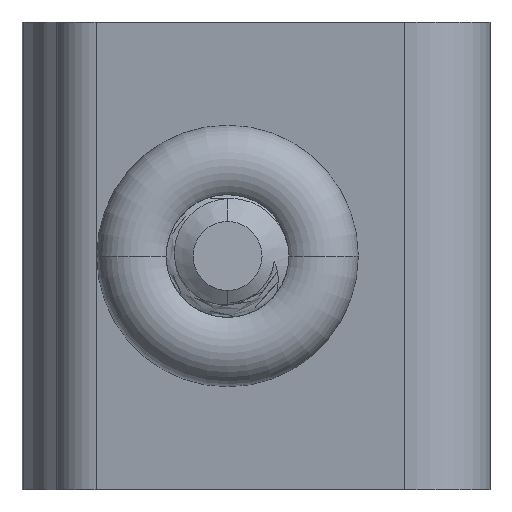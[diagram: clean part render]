
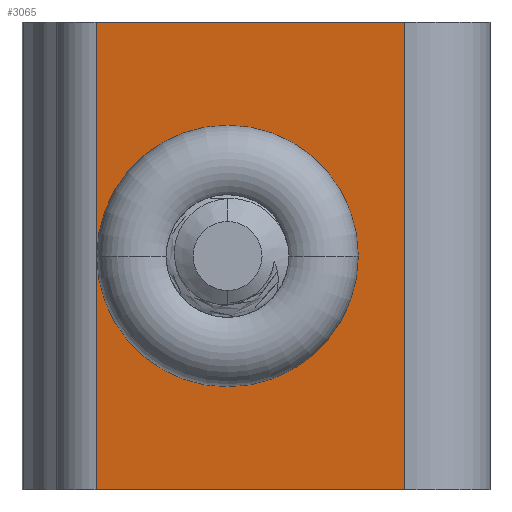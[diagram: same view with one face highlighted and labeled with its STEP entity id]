
A CAD part, front view. The second image highlights one B-rep face of the part: STEP entity #3065.
In plain terms, the highlighted planar face has unit normal (-0.148, -0.989, 0).
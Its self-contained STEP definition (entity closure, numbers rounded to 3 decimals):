
#64 = CARTESIAN_POINT ( 'NONE',  ( 7.775, -5.452, -4.763 ) ) ;
#196 = CARTESIAN_POINT ( 'NONE',  ( 4.554, -4.969, 1.46 ) ) ;
#347 = CARTESIAN_POINT ( 'NONE',  ( 7.775, -5.452, 4.763 ) ) ;
#404 = VERTEX_POINT ( 'NONE', #5849 ) ;
#530 = VERTEX_POINT ( 'NONE', #3853 ) ;
#670 = CARTESIAN_POINT ( 'NONE',  ( 7.475, -5.407, -1.46 ) ) ;
#741 = LINE ( 'NONE', #989, #2389 ) ;
#910 = EDGE_CURVE ( 'NONE', #2216, #7418, #2587, .T. ) ;
#952 = CARTESIAN_POINT ( 'NONE',  ( 0.871, -4.417, -1.461 ) ) ;
#989 = CARTESIAN_POINT ( 'NONE',  ( 7.775, -5.452, 1.46 ) ) ;
#1097 = EDGE_CURVE ( 'NONE', #530, #2216, #2098, .T. ) ;
#1181 = CARTESIAN_POINT ( 'NONE',  ( 7.775, -5.452, 4.763 ) ) ;
#1188 = VECTOR ( 'NONE', #5252, 1000. ) ;
#1330 = EDGE_CURVE ( 'NONE', #5704, #2463, #6813, .T. ) ;
#1507 = ORIENTED_EDGE ( 'NONE', *, *, #1330, .T. ) ;
#1578 = CARTESIAN_POINT ( 'NONE',  ( 7.775, -5.452, -1.46 ) ) ;
#1636 = DIRECTION ( 'NONE',  ( 0.989, -0.148, 0. ) ) ;
#1650 = CARTESIAN_POINT ( 'NONE',  ( 3.792, -4.855, 1.46 ) ) ;
#1851 = EDGE_CURVE ( 'NONE', #7418, #404, #2877, .T. ) ;
#2098 =( BOUNDED_CURVE ( )  B_SPLINE_CURVE ( 3, ( #196, #6861, #670, #7016 ),
 .UNSPECIFIED., .F., .F. ) 
 B_SPLINE_CURVE_WITH_KNOTS ( ( 4, 4 ),
 ( 1.571, 4.712 ),
 .UNSPECIFIED. ) 
 CURVE ( )  GEOMETRIC_REPRESENTATION_ITEM ( )  RATIONAL_B_SPLINE_CURVE ( ( 1., 0.333, 0.333, 1. ) ) 
 REPRESENTATION_ITEM ( '' )  );
#2216 = VERTEX_POINT ( 'NONE', #6282 ) ;
#2227 = CARTESIAN_POINT ( 'NONE',  ( 7.775, -5.452, -4.763 ) ) ;
#2389 = VECTOR ( 'NONE', #1636, 1000. ) ;
#2463 = VERTEX_POINT ( 'NONE', #64 ) ;
#2587 = LINE ( 'NONE', #1578, #3841 ) ;
#2877 =( BOUNDED_CURVE ( )  B_SPLINE_CURVE ( 3, ( #7155, #952, #5306, #1650 ),
 .UNSPECIFIED., .F., .T. ) 
 B_SPLINE_CURVE_WITH_KNOTS ( ( 4, 4 ),
 ( 4.712, 7.854 ),
 .UNSPECIFIED. ) 
 CURVE ( )  GEOMETRIC_REPRESENTATION_ITEM ( )  RATIONAL_B_SPLINE_CURVE ( ( 1., 0.333, 0.333, 1. ) ) 
 REPRESENTATION_ITEM ( '' )  );
#2890 = EDGE_CURVE ( 'NONE', #404, #530, #741, .T. ) ;
#3036 = EDGE_CURVE ( 'NONE', #4257, #4124, #6516, .T. ) ;
#3065 = ADVANCED_FACE ( 'NONE', ( #6340, #4894 ), #4864, .F. ) ;
#3098 = DIRECTION ( 'NONE',  ( 0., 0., -1. ) ) ;
#3234 = ORIENTED_EDGE ( 'NONE', *, *, #2890, .T. ) ;
#3265 = ORIENTED_EDGE ( 'NONE', *, *, #1851, .T. ) ;
#3350 = CARTESIAN_POINT ( 'NONE',  ( 3.792, -4.855, -1.46 ) ) ;
#3533 = VECTOR ( 'NONE', #7766, 1000. ) ;
#3545 = AXIS2_PLACEMENT_3D ( 'NONE', #1181, #4246, #7789 ) ;
#3622 = CARTESIAN_POINT ( 'NONE',  ( 7.775, -5.452, 4.763 ) ) ;
#3635 = VECTOR ( 'NONE', #7843, 1000. ) ;
#3669 = ORIENTED_EDGE ( 'NONE', *, *, #3036, .F. ) ;
#3841 = VECTOR ( 'NONE', #4165, 1000. ) ;
#3853 = CARTESIAN_POINT ( 'NONE',  ( 4.554, -4.969, 1.46 ) ) ;
#3906 = EDGE_LOOP ( 'NONE', ( #1507, #4943, #3669, #5658 ) ) ;
#4124 = VERTEX_POINT ( 'NONE', #5688 ) ;
#4165 = DIRECTION ( 'NONE',  ( -0.989, 0.148, 0. ) ) ;
#4246 = DIRECTION ( 'NONE',  ( 0.148, 0.989, 0. ) ) ;
#4257 = VERTEX_POINT ( 'NONE', #7999 ) ;
#4460 = LINE ( 'NONE', #347, #1188 ) ;
#4618 = VECTOR ( 'NONE', #3098, 1000. ) ;
#4763 = EDGE_LOOP ( 'NONE', ( #3234, #7644, #7107, #3265 ) ) ;
#4864 = PLANE ( 'NONE',  #3545 ) ;
#4894 = FACE_OUTER_BOUND ( 'NONE', #3906, .T. ) ;
#4943 = ORIENTED_EDGE ( 'NONE', *, *, #7572, .F. ) ;
#5002 = LINE ( 'NONE', #7401, #4618 ) ;
#5252 = DIRECTION ( 'NONE',  ( 0., 0., -1. ) ) ;
#5306 = CARTESIAN_POINT ( 'NONE',  ( 0.871, -4.417, 1.46 ) ) ;
#5500 = EDGE_CURVE ( 'NONE', #4257, #5704, #5002, .T. ) ;
#5658 = ORIENTED_EDGE ( 'NONE', *, *, #5500, .T. ) ;
#5688 = CARTESIAN_POINT ( 'NONE',  ( 7.775, -5.452, 4.763 ) ) ;
#5704 = VERTEX_POINT ( 'NONE', #6406 ) ;
#5849 = CARTESIAN_POINT ( 'NONE',  ( 3.792, -4.855, 1.46 ) ) ;
#6282 = CARTESIAN_POINT ( 'NONE',  ( 4.554, -4.969, -1.46 ) ) ;
#6340 = FACE_BOUND ( 'NONE', #4763, .T. ) ;
#6406 = CARTESIAN_POINT ( 'NONE',  ( 1.493, -4.511, -4.763 ) ) ;
#6516 = LINE ( 'NONE', #3622, #3635 ) ;
#6813 = LINE ( 'NONE', #2227, #3533 ) ;
#6861 = CARTESIAN_POINT ( 'NONE',  ( 7.475, -5.407, 1.461 ) ) ;
#7016 = CARTESIAN_POINT ( 'NONE',  ( 4.554, -4.969, -1.46 ) ) ;
#7107 = ORIENTED_EDGE ( 'NONE', *, *, #910, .T. ) ;
#7155 = CARTESIAN_POINT ( 'NONE',  ( 3.792, -4.855, -1.46 ) ) ;
#7401 = CARTESIAN_POINT ( 'NONE',  ( 1.493, -4.511, 4.763 ) ) ;
#7418 = VERTEX_POINT ( 'NONE', #3350 ) ;
#7572 = EDGE_CURVE ( 'NONE', #4124, #2463, #4460, .T. ) ;
#7644 = ORIENTED_EDGE ( 'NONE', *, *, #1097, .T. ) ;
#7766 = DIRECTION ( 'NONE',  ( 0.989, -0.148, 0. ) ) ;
#7789 = DIRECTION ( 'NONE',  ( -0.989, 0.148, 0. ) ) ;
#7843 = DIRECTION ( 'NONE',  ( 0.989, -0.148, 0. ) ) ;
#7999 = CARTESIAN_POINT ( 'NONE',  ( 1.493, -4.511, 4.763 ) ) ;
